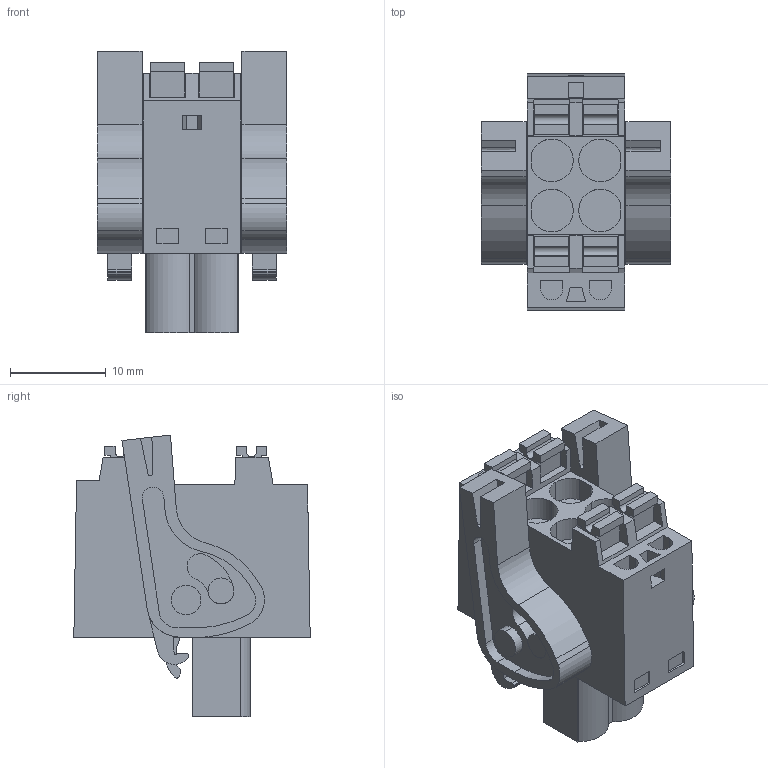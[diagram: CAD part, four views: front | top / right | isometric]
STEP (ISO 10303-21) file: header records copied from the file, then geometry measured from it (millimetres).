
FILE_DESCRIPTION(('CATIA V5 STEP Exchange','CAx-IF Rec.Pracs.--- Model Styling and Organization---1.2---2011-12-15'),'2;1');
FILE_NAME ('D1446230_0_1001010000_1001010000.stp','2017-09-09T12:33:11+00:00',('none'),('Weidmueller'),'CATIA Version 5-6 Release 2014','CATIA V5 STEP AP214','none');
FILE_SCHEMA(('AUTOMOTIVE_DESIGN { 1 0 10303 214 1 1 1 1 }'));
Length unit declared in the file: millimetre
Products named in the file (1): 1001010000
Bounding box: 19.86 x 24.75 x 29.52 mm (x, y, z)
Volume: 5445.6 mm3; surface area: 4388.4 mm2
Topology: 7 solids, 7 shells, 348 faces, 925 edges, 617 vertices
Faces by surface type: plane 248, cylinder 90, extrusion 10
Entity records: 10110 total; most frequent: CARTESIAN_POINT 1929, ORIENTED_EDGE 1850, DIRECTION 1335, EDGE_CURVE 925, VECTOR 727, LINE 717, VERTEX_POINT 617, AXIS2_PLACEMENT_3D 397
